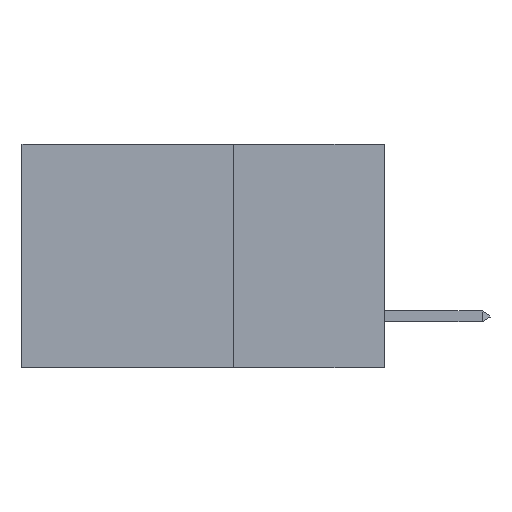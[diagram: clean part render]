
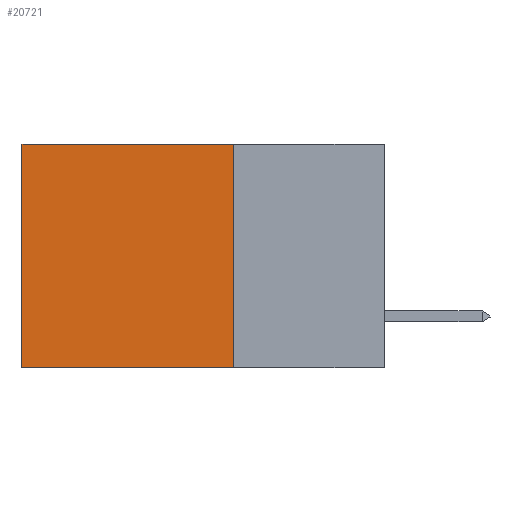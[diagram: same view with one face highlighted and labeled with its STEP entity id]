
A CAD part, left-side view. The second image highlights one B-rep face of the part: STEP entity #20721.
In plain terms, the highlighted planar face has unit normal (-1, 0, 0).
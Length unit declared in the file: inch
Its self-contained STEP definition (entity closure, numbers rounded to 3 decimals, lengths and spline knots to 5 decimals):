
#171 = VECTOR ( 'NONE', #19275, 39.37008 ) ;
#635 = VECTOR ( 'NONE', #4629, 39.37008 ) ;
#798 = ORIENTED_EDGE ( 'NONE', *, *, #16374, .T. ) ;
#1630 = CARTESIAN_POINT ( 'NONE',  ( 0.2875, 0.6, 0. ) ) ;
#2699 = ORIENTED_EDGE ( 'NONE', *, *, #20277, .T. ) ;
#2946 = CARTESIAN_POINT ( 'NONE',  ( 0.2875, 0.25, 0. ) ) ;
#3142 = FACE_OUTER_BOUND ( 'NONE', #21555, .T. ) ;
#3250 = VERTEX_POINT ( 'NONE', #6466 ) ;
#4629 = DIRECTION ( 'NONE',  ( 0., 0., -1. ) ) ;
#6466 = CARTESIAN_POINT ( 'NONE',  ( 0.2875, 0.25, -0.37 ) ) ;
#6534 = DIRECTION ( 'NONE',  ( 0., 0., -1. ) ) ;
#6755 = CARTESIAN_POINT ( 'NONE',  ( 0.2875, 0.25, -0.37 ) ) ;
#8060 = CARTESIAN_POINT ( 'NONE',  ( 0.2875, 0.25, 0. ) ) ;
#8356 = DIRECTION ( 'NONE',  ( 1., 0., 0. ) ) ;
#8426 = DIRECTION ( 'NONE',  ( 0., 1., 0. ) ) ;
#8587 = CARTESIAN_POINT ( 'NONE',  ( 0.2875, 0.6, -0.37 ) ) ;
#9326 = VERTEX_POINT ( 'NONE', #13328 ) ;
#9860 = LINE ( 'NONE', #8060, #635 ) ;
#12701 = VERTEX_POINT ( 'NONE', #15536 ) ;
#12858 = VECTOR ( 'NONE', #13815, 39.37008 ) ;
#13328 = CARTESIAN_POINT ( 'NONE',  ( 0.2875, 0.6, 0. ) ) ;
#13789 = CARTESIAN_POINT ( 'NONE',  ( 0.2875, 0.25, 0. ) ) ;
#13815 = DIRECTION ( 'NONE',  ( 0., 0., -1. ) ) ;
#13912 = EDGE_CURVE ( 'NONE', #12701, #3250, #9860, .T. ) ;
#15110 = LINE ( 'NONE', #13789, #171 ) ;
#15536 = CARTESIAN_POINT ( 'NONE',  ( 0.2875, 0.25, 0. ) ) ;
#16374 = EDGE_CURVE ( 'NONE', #9326, #18868, #21501, .T. ) ;
#16382 = ORIENTED_EDGE ( 'NONE', *, *, #13912, .F. ) ;
#17108 = EDGE_CURVE ( 'NONE', #3250, #18868, #19822, .T. ) ;
#17787 = AXIS2_PLACEMENT_3D ( 'NONE', #2946, #8356, #6534 ) ;
#17812 = ORIENTED_EDGE ( 'NONE', *, *, #17108, .F. ) ;
#18868 = VERTEX_POINT ( 'NONE', #8587 ) ;
#19275 = DIRECTION ( 'NONE',  ( 0., 1., 0. ) ) ;
#19822 = LINE ( 'NONE', #6755, #20374 ) ;
#20277 = EDGE_CURVE ( 'NONE', #12701, #9326, #15110, .T. ) ;
#20374 = VECTOR ( 'NONE', #8426, 39.37008 ) ;
#20721 = ADVANCED_FACE ( 'NONE', ( #3142 ), #21995, .F. ) ;
#21501 = LINE ( 'NONE', #1630, #12858 ) ;
#21555 = EDGE_LOOP ( 'NONE', ( #798, #17812, #16382, #2699 ) ) ;
#21995 = PLANE ( 'NONE',  #17787 ) ;
